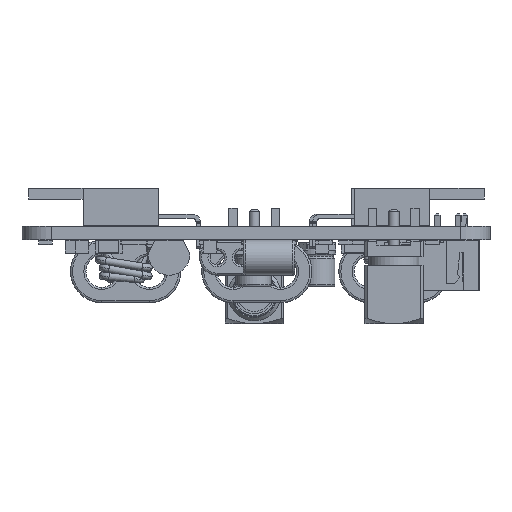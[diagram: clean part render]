
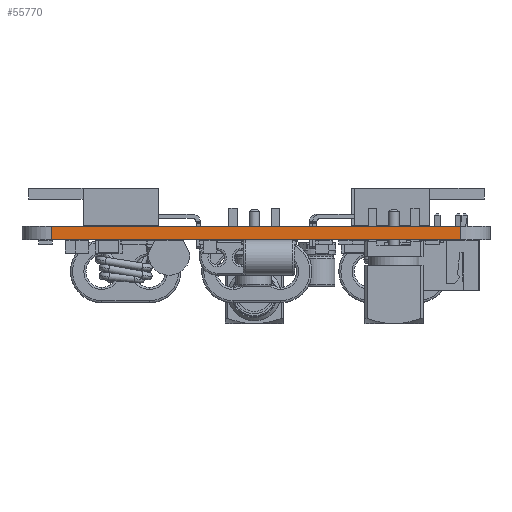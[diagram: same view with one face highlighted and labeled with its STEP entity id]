
A CAD part, left-side view. The second image highlights one B-rep face of the part: STEP entity #55770.
In plain terms, the highlighted planar face has unit normal (-1, 0, 0).
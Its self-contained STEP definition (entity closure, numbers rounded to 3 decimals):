
#55770 = ADVANCED_FACE('',(#55771),#55785,.F.);
#55771 = FACE_BOUND('',#55772,.F.);
#55772 = EDGE_LOOP('',(#55773,#55808,#55836,#55864));
#55773 = ORIENTED_EDGE('',*,*,#55774,.T.);
#55774 = EDGE_CURVE('',#55775,#55777,#55779,.T.);
#55775 = VERTEX_POINT('',#55776);
#55776 = CARTESIAN_POINT('',(60.,-63.5,0.));
#55777 = VERTEX_POINT('',#55778);
#55778 = CARTESIAN_POINT('',(60.,-63.5,1.6));
#55779 = SURFACE_CURVE('',#55780,(#55784,#55796),.PCURVE_S1.);
#55780 = LINE('',#55781,#55782);
#55781 = CARTESIAN_POINT('',(60.,-63.5,0.));
#55782 = VECTOR('',#55783,1.);
#55783 = DIRECTION('',(0.,0.,1.));
#55784 = PCURVE('',#55785,#55790);
#55785 = PLANE('',#55786);
#55786 = AXIS2_PLACEMENT_3D('',#55787,#55788,#55789);
#55787 = CARTESIAN_POINT('',(60.,-63.5,0.));
#55788 = DIRECTION('',(1.,0.,0.));
#55789 = DIRECTION('',(0.,-1.,0.));
#55790 = DEFINITIONAL_REPRESENTATION('',(#55791),#55795);
#55791 = LINE('',#55792,#55793);
#55792 = CARTESIAN_POINT('',(0.,0.));
#55793 = VECTOR('',#55794,1.);
#55794 = DIRECTION('',(0.,-1.));
#55795 = ( GEOMETRIC_REPRESENTATION_CONTEXT(2) 
PARAMETRIC_REPRESENTATION_CONTEXT() REPRESENTATION_CONTEXT('2D SPACE',''
  ) );
#55796 = PCURVE('',#55797,#55802);
#55797 = CYLINDRICAL_SURFACE('',#55798,3.5);
#55798 = AXIS2_PLACEMENT_3D('',#55799,#55800,#55801);
#55799 = CARTESIAN_POINT('',(63.5,-63.5,0.));
#55800 = DIRECTION('',(0.,0.,-1.));
#55801 = DIRECTION('',(1.,0.,0.));
#55802 = DEFINITIONAL_REPRESENTATION('',(#55803),#55807);
#55803 = LINE('',#55804,#55805);
#55804 = CARTESIAN_POINT('',(-3.142,0.));
#55805 = VECTOR('',#55806,1.);
#55806 = DIRECTION('',(0.,-1.));
#55807 = ( GEOMETRIC_REPRESENTATION_CONTEXT(2) 
PARAMETRIC_REPRESENTATION_CONTEXT() REPRESENTATION_CONTEXT('2D SPACE',''
  ) );
#55808 = ORIENTED_EDGE('',*,*,#55809,.T.);
#55809 = EDGE_CURVE('',#55777,#55810,#55812,.T.);
#55810 = VERTEX_POINT('',#55811);
#55811 = CARTESIAN_POINT('',(60.,-112.5,1.6));
#55812 = SURFACE_CURVE('',#55813,(#55817,#55824),.PCURVE_S1.);
#55813 = LINE('',#55814,#55815);
#55814 = CARTESIAN_POINT('',(60.,-63.5,1.6));
#55815 = VECTOR('',#55816,1.);
#55816 = DIRECTION('',(0.,-1.,0.));
#55817 = PCURVE('',#55785,#55818);
#55818 = DEFINITIONAL_REPRESENTATION('',(#55819),#55823);
#55819 = LINE('',#55820,#55821);
#55820 = CARTESIAN_POINT('',(0.,-1.6));
#55821 = VECTOR('',#55822,1.);
#55822 = DIRECTION('',(1.,0.));
#55823 = ( GEOMETRIC_REPRESENTATION_CONTEXT(2) 
PARAMETRIC_REPRESENTATION_CONTEXT() REPRESENTATION_CONTEXT('2D SPACE',''
  ) );
#55824 = PCURVE('',#55825,#55830);
#55825 = PLANE('',#55826);
#55826 = AXIS2_PLACEMENT_3D('',#55827,#55828,#55829);
#55827 = CARTESIAN_POINT('',(102.5,-88.,1.6));
#55828 = DIRECTION('',(0.,0.,1.));
#55829 = DIRECTION('',(1.,0.,0.));
#55830 = DEFINITIONAL_REPRESENTATION('',(#55831),#55835);
#55831 = LINE('',#55832,#55833);
#55832 = CARTESIAN_POINT('',(-42.5,24.5));
#55833 = VECTOR('',#55834,1.);
#55834 = DIRECTION('',(0.,-1.));
#55835 = ( GEOMETRIC_REPRESENTATION_CONTEXT(2) 
PARAMETRIC_REPRESENTATION_CONTEXT() REPRESENTATION_CONTEXT('2D SPACE',''
  ) );
#55836 = ORIENTED_EDGE('',*,*,#55837,.F.);
#55837 = EDGE_CURVE('',#55838,#55810,#55840,.T.);
#55838 = VERTEX_POINT('',#55839);
#55839 = CARTESIAN_POINT('',(60.,-112.5,0.));
#55840 = SURFACE_CURVE('',#55841,(#55845,#55852),.PCURVE_S1.);
#55841 = LINE('',#55842,#55843);
#55842 = CARTESIAN_POINT('',(60.,-112.5,0.));
#55843 = VECTOR('',#55844,1.);
#55844 = DIRECTION('',(0.,0.,1.));
#55845 = PCURVE('',#55785,#55846);
#55846 = DEFINITIONAL_REPRESENTATION('',(#55847),#55851);
#55847 = LINE('',#55848,#55849);
#55848 = CARTESIAN_POINT('',(49.,0.));
#55849 = VECTOR('',#55850,1.);
#55850 = DIRECTION('',(0.,-1.));
#55851 = ( GEOMETRIC_REPRESENTATION_CONTEXT(2) 
PARAMETRIC_REPRESENTATION_CONTEXT() REPRESENTATION_CONTEXT('2D SPACE',''
  ) );
#55852 = PCURVE('',#55853,#55858);
#55853 = CYLINDRICAL_SURFACE('',#55854,3.5);
#55854 = AXIS2_PLACEMENT_3D('',#55855,#55856,#55857);
#55855 = CARTESIAN_POINT('',(63.5,-112.5,0.));
#55856 = DIRECTION('',(0.,0.,-1.));
#55857 = DIRECTION('',(1.,0.,0.));
#55858 = DEFINITIONAL_REPRESENTATION('',(#55859),#55863);
#55859 = LINE('',#55860,#55861);
#55860 = CARTESIAN_POINT('',(-3.142,0.));
#55861 = VECTOR('',#55862,1.);
#55862 = DIRECTION('',(0.,-1.));
#55863 = ( GEOMETRIC_REPRESENTATION_CONTEXT(2) 
PARAMETRIC_REPRESENTATION_CONTEXT() REPRESENTATION_CONTEXT('2D SPACE',''
  ) );
#55864 = ORIENTED_EDGE('',*,*,#55865,.F.);
#55865 = EDGE_CURVE('',#55775,#55838,#55866,.T.);
#55866 = SURFACE_CURVE('',#55867,(#55871,#55878),.PCURVE_S1.);
#55867 = LINE('',#55868,#55869);
#55868 = CARTESIAN_POINT('',(60.,-63.5,0.));
#55869 = VECTOR('',#55870,1.);
#55870 = DIRECTION('',(0.,-1.,0.));
#55871 = PCURVE('',#55785,#55872);
#55872 = DEFINITIONAL_REPRESENTATION('',(#55873),#55877);
#55873 = LINE('',#55874,#55875);
#55874 = CARTESIAN_POINT('',(0.,0.));
#55875 = VECTOR('',#55876,1.);
#55876 = DIRECTION('',(1.,0.));
#55877 = ( GEOMETRIC_REPRESENTATION_CONTEXT(2) 
PARAMETRIC_REPRESENTATION_CONTEXT() REPRESENTATION_CONTEXT('2D SPACE',''
  ) );
#55878 = PCURVE('',#55879,#55884);
#55879 = PLANE('',#55880);
#55880 = AXIS2_PLACEMENT_3D('',#55881,#55882,#55883);
#55881 = CARTESIAN_POINT('',(102.5,-88.,0.));
#55882 = DIRECTION('',(0.,0.,1.));
#55883 = DIRECTION('',(1.,0.,0.));
#55884 = DEFINITIONAL_REPRESENTATION('',(#55885),#55889);
#55885 = LINE('',#55886,#55887);
#55886 = CARTESIAN_POINT('',(-42.5,24.5));
#55887 = VECTOR('',#55888,1.);
#55888 = DIRECTION('',(0.,-1.));
#55889 = ( GEOMETRIC_REPRESENTATION_CONTEXT(2) 
PARAMETRIC_REPRESENTATION_CONTEXT() REPRESENTATION_CONTEXT('2D SPACE',''
  ) );
